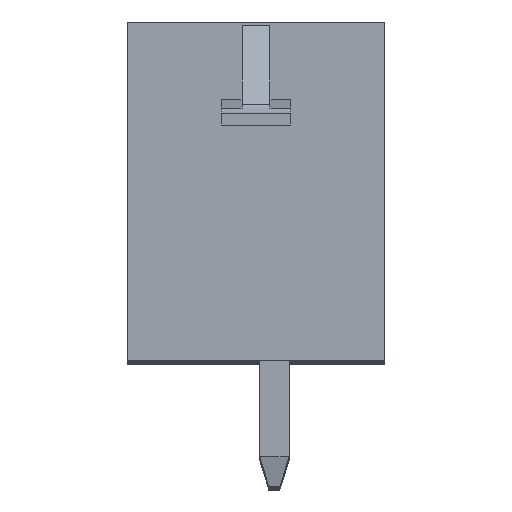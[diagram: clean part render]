
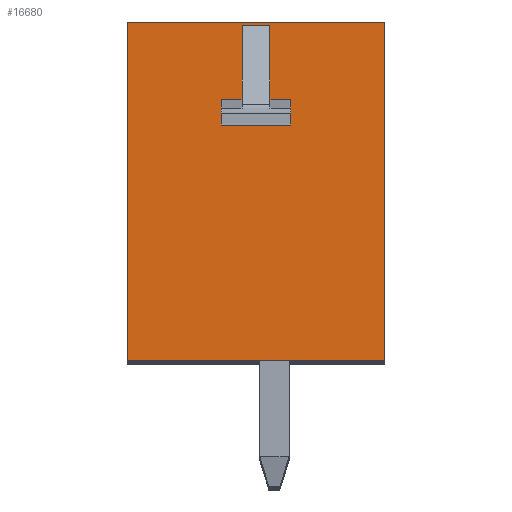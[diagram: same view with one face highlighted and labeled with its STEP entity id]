
A CAD part, top view. The second image highlights one B-rep face of the part: STEP entity #16680.
In plain terms, the highlighted planar face has unit normal (0, 0, 1).
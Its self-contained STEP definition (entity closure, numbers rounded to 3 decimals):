
#1=DIRECTION('',(1.,0.,0.));
#2=VECTOR('',#1,7.);
#3=CARTESIAN_POINT('',(-3.6,-3.853,0.));
#4=LINE('',#3,#2);
#5=DIRECTION('',(0.,-1.,0.));
#6=VECTOR('',#5,9.2);
#7=CARTESIAN_POINT('',(-3.6,5.347,0.));
#8=LINE('',#7,#6);
#9=DIRECTION('',(-1.,0.,0.));
#10=VECTOR('',#9,7.);
#11=CARTESIAN_POINT('',(3.4,5.347,0.));
#12=LINE('',#11,#10);
#13=DIRECTION('',(0.,1.,0.));
#14=VECTOR('',#13,9.2);
#15=CARTESIAN_POINT('',(3.4,-3.853,0.));
#16=LINE('',#15,#14);
#17=DIRECTION('',(0.,1.,0.));
#18=VECTOR('',#17,0.495);
#19=CARTESIAN_POINT('',(0.85,2.747,0.));
#20=LINE('',#19,#18);
#21=DIRECTION('',(-1.,0.,0.));
#22=VECTOR('',#21,0.76);
#23=CARTESIAN_POINT('',(0.28,5.244,0.));
#24=LINE('',#23,#22);
#25=DIRECTION('',(1.,0.,0.));
#26=VECTOR('',#25,0.57);
#27=CARTESIAN_POINT('',(-1.05,3.242,0.));
#28=LINE('',#27,#26);
#29=DIRECTION('',(0.,1.,0.));
#30=VECTOR('',#29,0.495);
#31=CARTESIAN_POINT('',(-1.05,2.747,0.));
#32=LINE('',#31,#30);
#33=DIRECTION('',(-1.,0.,0.));
#34=VECTOR('',#33,1.9);
#35=CARTESIAN_POINT('',(0.85,2.747,0.));
#36=LINE('',#35,#34);
#12742=DIRECTION('',(-1.,0.,0.));
#12743=VECTOR('',#12742,0.57);
#12744=CARTESIAN_POINT('',(0.85,3.242,0.));
#12745=LINE('',#12744,#12743);
#12746=DIRECTION('',(0.,-1.,0.));
#12747=VECTOR('',#12746,2.002);
#12748=CARTESIAN_POINT('',(0.28,5.244,0.));
#12749=LINE('',#12748,#12747);
#12813=DIRECTION('',(0.,1.,0.));
#12814=VECTOR('',#12813,2.002);
#12815=CARTESIAN_POINT('',(-0.48,3.242,0.));
#12816=LINE('',#12815,#12814);
#12825=CARTESIAN_POINT('',(-3.6,-3.853,0.));
#12826=CARTESIAN_POINT('',(3.4,-3.853,0.));
#12827=VERTEX_POINT('',#12825);
#12828=VERTEX_POINT('',#12826);
#12829=CARTESIAN_POINT('',(3.4,5.347,0.));
#12830=VERTEX_POINT('',#12829);
#12831=CARTESIAN_POINT('',(-3.6,5.347,0.));
#12832=VERTEX_POINT('',#12831);
#13928=CARTESIAN_POINT('',(0.85,2.747,0.));
#13929=VERTEX_POINT('',#13928);
#13930=CARTESIAN_POINT('',(-1.05,2.747,0.));
#13931=VERTEX_POINT('',#13930);
#13933=CARTESIAN_POINT('',(-0.48,3.242,0.));
#13935=VERTEX_POINT('',#13933);
#13936=CARTESIAN_POINT('',(-0.48,5.244,0.));
#13937=VERTEX_POINT('',#13936);
#13938=CARTESIAN_POINT('',(-1.05,3.242,0.));
#13939=VERTEX_POINT('',#13938);
#13944=CARTESIAN_POINT('',(0.28,5.244,0.));
#13945=CARTESIAN_POINT('',(0.28,3.242,0.));
#13946=VERTEX_POINT('',#13944);
#13947=VERTEX_POINT('',#13945);
#13950=CARTESIAN_POINT('',(0.85,3.242,0.));
#13951=VERTEX_POINT('',#13950);
#16647=CARTESIAN_POINT('',(0.,0.,0.));
#16648=DIRECTION('',(0.,0.,1.));
#16649=DIRECTION('',(1.,0.,0.));
#16650=AXIS2_PLACEMENT_3D('',#16647,#16648,#16649);
#16651=PLANE('',#16650);
#16653=ORIENTED_EDGE('',*,*,#16652,.F.);
#16655=ORIENTED_EDGE('',*,*,#16654,.F.);
#16657=ORIENTED_EDGE('',*,*,#16656,.F.);
#16659=ORIENTED_EDGE('',*,*,#16658,.F.);
#16660=EDGE_LOOP('',(#16653,#16655,#16657,#16659));
#16661=FACE_OUTER_BOUND('',#16660,.F.);
#16663=ORIENTED_EDGE('',*,*,#16662,.T.);
#16665=ORIENTED_EDGE('',*,*,#16664,.T.);
#16667=ORIENTED_EDGE('',*,*,#16666,.F.);
#16669=ORIENTED_EDGE('',*,*,#16668,.T.);
#16671=ORIENTED_EDGE('',*,*,#16670,.F.);
#16673=ORIENTED_EDGE('',*,*,#16672,.F.);
#16675=ORIENTED_EDGE('',*,*,#16674,.F.);
#16677=ORIENTED_EDGE('',*,*,#16676,.F.);
#16678=EDGE_LOOP('',(#16663,#16665,#16667,#16669,#16671,#16673,#16675,#16677));
#16679=FACE_BOUND('',#16678,.F.);
#16652=EDGE_CURVE('',#12827,#12828,#4,.T.);
#16654=EDGE_CURVE('',#12832,#12827,#8,.T.);
#16656=EDGE_CURVE('',#12830,#12832,#12,.T.);
#16658=EDGE_CURVE('',#12828,#12830,#16,.T.);
#16662=EDGE_CURVE('',#13929,#13951,#20,.T.);
#16664=EDGE_CURVE('',#13951,#13947,#12745,.T.);
#16666=EDGE_CURVE('',#13946,#13947,#12749,.T.);
#16668=EDGE_CURVE('',#13946,#13937,#24,.T.);
#16670=EDGE_CURVE('',#13935,#13937,#12816,.T.);
#16672=EDGE_CURVE('',#13939,#13935,#28,.T.);
#16674=EDGE_CURVE('',#13931,#13939,#32,.T.);
#16676=EDGE_CURVE('',#13929,#13931,#36,.T.);
#16680=ADVANCED_FACE('',(#16661,#16679),#16651,.T.);
